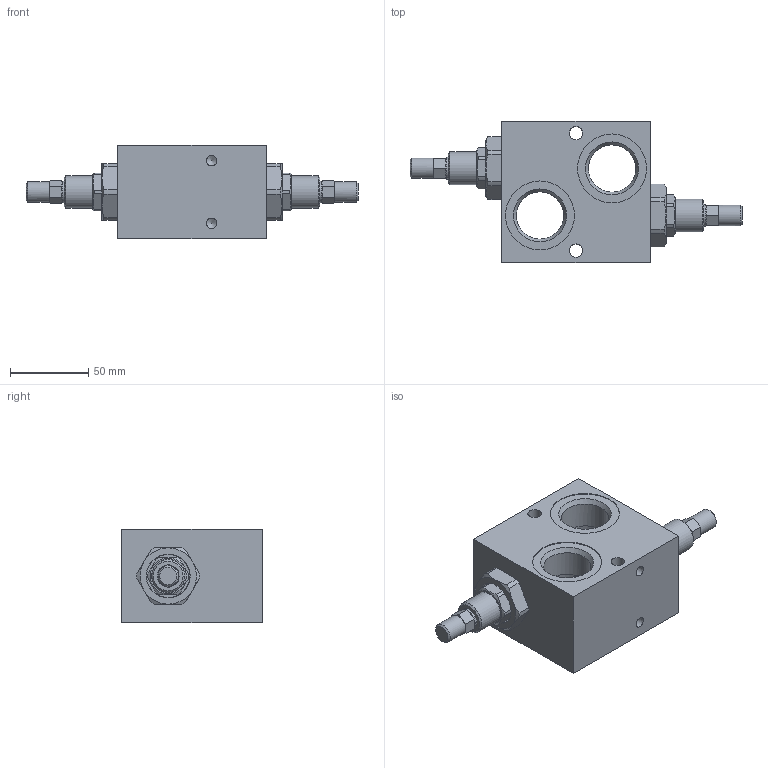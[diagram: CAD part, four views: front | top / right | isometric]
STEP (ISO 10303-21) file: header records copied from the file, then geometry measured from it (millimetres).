
FILE_DESCRIPTION(/* description */ ('Unknown'),/* implementation_level */ '2;1');
FILE_NAME(/* name */ 'V0470',/* time_stamp */ '2017-09-20T13:51:31+02:00',/* author */ ('Unknown'),/* organization */ ('Unknown'),/* preprocessor_version */ 'ST-DEVELOPER v16.7',/* originating_system */ 'DEX',/* authorisation */ $);
FILE_SCHEMA (('AUTOMOTIVE_DESIGN {1 0 10303 214 3 1 1}'));
Length unit declared in the file: millimetre
Products named in the file (1): V0470
Bounding box: 212 x 90 x 60 mm (x, y, z)
Volume: 404703.5 mm3; surface area: 88916.7 mm2
Topology: 1 solids, 6 shells, 359 faces, 887 edges, 539 vertices
Faces by surface type: cylinder 109, plane 90, cone 86, torus 50, bspline 24
Full cylindrical faces by diameter (mm): 5 x8, 6.647 x10, 8 x2, 8.5 x4, 9 x9, 11 x2, 13 x2, 14 x2, 15 x2, 17 x2, 20 x2, 20.1 x2, 20.5 x4, 21 x2, 22 x2, 22.6 x2, 26.5 x2, 27.5 x2, 28 x2, 30 x5, 30.291 x4, 30.376 x2, 32.3 x2, 33.5 x2, 44 x4
Entity records: 21759 total; most frequent: CARTESIAN_POINT 12206, DIRECTION 1416, ORIENTED_EDGE 1204, AXIS2_PLACEMENT_3D 658, FACE_BOUND 621, EDGE_LOOP 617, EDGE_CURVE 602, VERTEX_POINT 459
